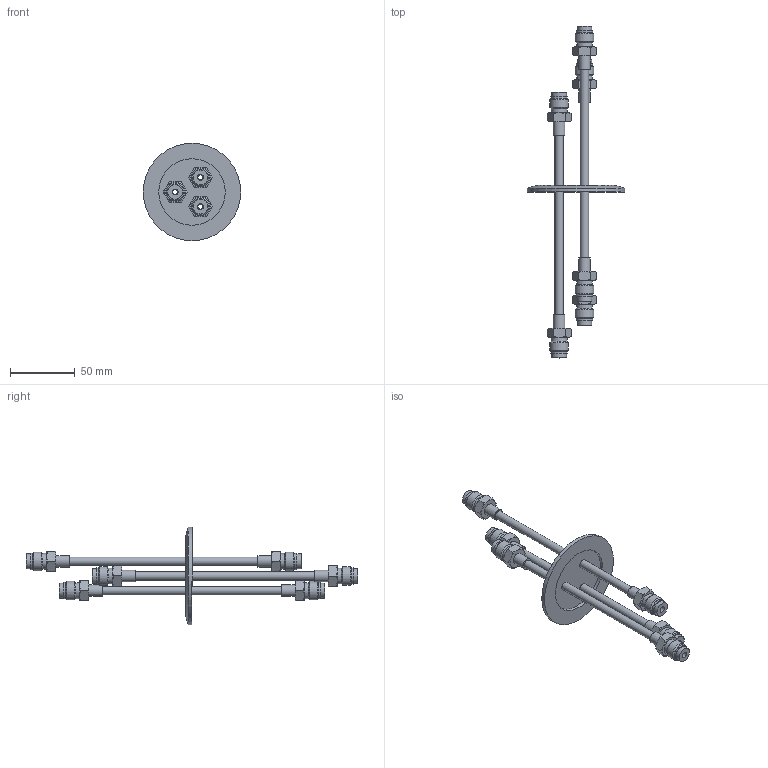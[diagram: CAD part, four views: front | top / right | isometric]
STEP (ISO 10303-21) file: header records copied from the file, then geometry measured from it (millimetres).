
FILE_DESCRIPTION(/* description */ (''),/* implementation_level */ '2;1');
FILE_NAME(/* name */ 'FL-LF3V-50KF.stp',/* time_stamp */ '2018-10-05T10:48:25+01:00',/* author */ ('paul'),/* organization */ (''),/* preprocessor_version */ 'ST-DEVELOPER v17.2',/* originating_system */ 'Autodesk Inventor 2019',/* authorisation */ '');
FILE_SCHEMA (('AUTOMOTIVE_DESIGN { 1 0 10303 214 3 1 1 }'));
Products named in the file (5): FL-LF3V-50KF; FL-50KF; 6.35 tube for tube end version; SS-4-VCR-3; SS-4-VCR-4
Assembly tree (16 placements, depth 2):
  FL-LF3V-50KF
    FL-50KF
    6.35 tube for tube end version  x3
    SS-4-VCR-3  x6
    SS-4-VCR-4  x6
Bounding box: 75 x 255.52 x 75 mm (x, y, z)
Volume: 45292.3 mm3; surface area: 45287.4 mm2
Topology: 16 solids, 16 shells, 237 faces, 550 edges, 370 vertices
Faces by surface type: plane 93, cone 85, cylinder 59
Full cylindrical faces by diameter (mm): 3.95 x3, 4.572 x6, 6.35 x12, 8.89 x6, 9.144 x6, 11.43 x6, 12.192 x6, 12.7 x6, 14.287 x6, 51.2 x1, 75 x1
Entity records: 1774 total; most frequent: CARTESIAN_POINT 308, DIRECTION 294, ORIENTED_EDGE 226, AXIS2_PLACEMENT_3D 135, EDGE_CURVE 113, VERTEX_POINT 77, EDGE_LOOP 66, CIRCLE 65
